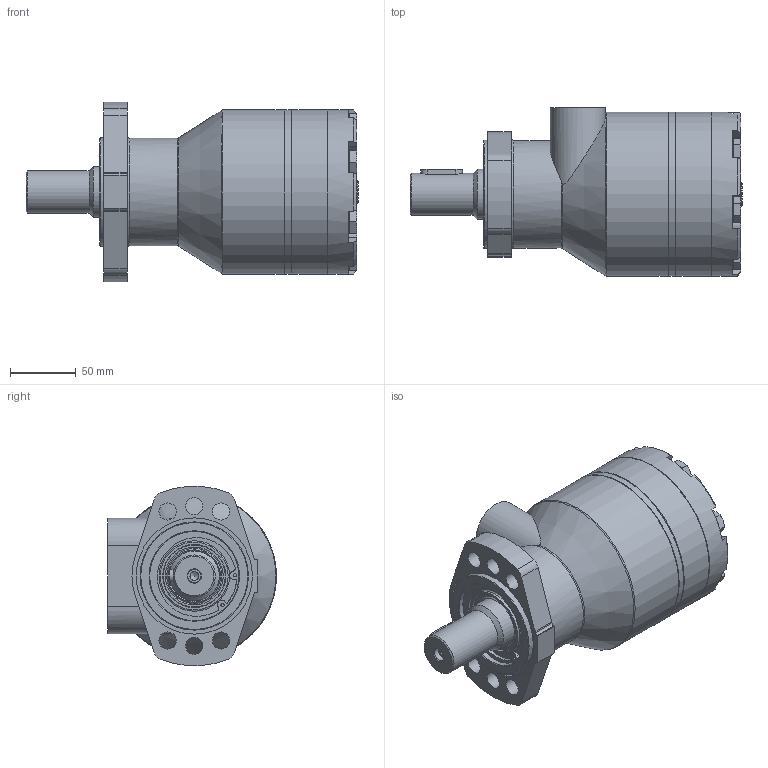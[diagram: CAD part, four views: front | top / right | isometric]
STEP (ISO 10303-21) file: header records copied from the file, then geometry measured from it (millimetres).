
FILE_DESCRIPTION(/* description */ ('STEP AP214'),/* implementation_level */ '2;1');
FILE_NAME(/* name */ 'HWF200M2(EURO)',/* time_stamp */ '2023-02-20T13:51:32+01:00',/* author */ ('License CC BY-ND 4.0'),/* organization */ ('CADENAS'),/* preprocessor_version */ 'ST-DEVELOPER v18.102',/* originating_system */ 'PARTsolutions',/* authorisation */ ' ');
FILE_SCHEMA (('AUTOMOTIVE_DESIGN {1 0 10303 214 3 1 1}'));
Length unit declared in the file: millimetre
Products named in the file (7): HWF200M2(EURO); Hexagon bolt DIN 931-1 M10x430; HWFEC; HW200D; HWF; HWMSH; HWFMF
Assembly tree (12 placements, depth 2):
  HWF200M2(EURO)
    Hexagon bolt DIN 931-1 M10x430  x7
    HWFEC
    HW200D
    HWF
    HWMSH
    HWFMF
Bounding box: 252.9 x 128.5 x 136.59 mm (x, y, z)
Volume: 2010930.9 mm3; surface area: 248902.2 mm2
Topology: 12 solids, 12 shells, 326 faces, 731 edges, 463 vertices
Faces by surface type: plane 143, cylinder 93, cone 74, torus 16
Full cylindrical faces by diameter (mm): 2 x2, 2.5 x2, 6.647 x1, 10 x8, 10.4 x7, 10.5 x7, 13.1 x6, 16 x7, 18 x1, 18.631 x2, 21 x1, 32 x1, 34 x2, 38.1 x1, 44 x1, 48 x1, 51.6 x1, 65 x1, 68 x3, 71 x1, 82 x1, 82.5 x1, 88.5 x1, 125 x4
Entity records: 5855 total; most frequent: CARTESIAN_POINT 1082, DIRECTION 1004, ORIENTED_EDGE 786, AXIS2_PLACEMENT_3D 428, EDGE_CURVE 393, FACE_BOUND 351, EDGE_LOOP 346, VERTEX_POINT 304
